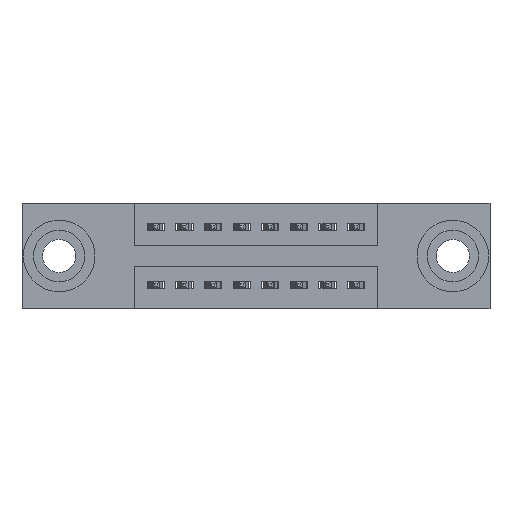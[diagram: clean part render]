
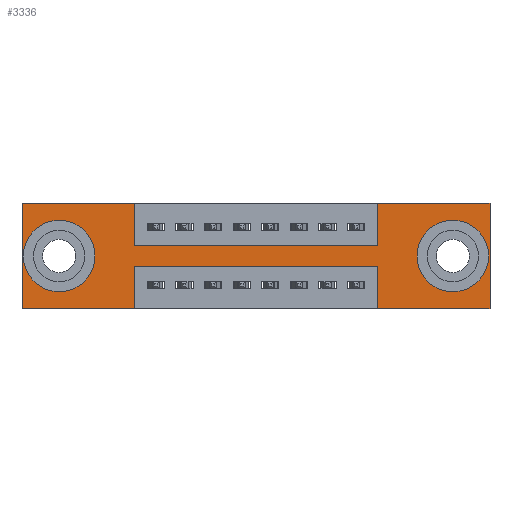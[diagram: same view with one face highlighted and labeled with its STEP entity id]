
A CAD part, front view. The second image highlights one B-rep face of the part: STEP entity #3336.
In plain terms, the highlighted planar face has unit normal (0, -1, 0).
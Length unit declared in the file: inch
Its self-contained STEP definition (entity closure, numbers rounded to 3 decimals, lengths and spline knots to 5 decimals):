
#66 = CARTESIAN_POINT ( 'NONE',  ( 0.13, 0., -0.263 ) ) ;
#231 = VERTEX_POINT ( 'NONE', #6104 ) ;
#238 = DIRECTION ( 'NONE',  ( 0., 0., 1. ) ) ;
#344 = ORIENTED_EDGE ( 'NONE', *, *, #8960, .F. ) ;
#384 = CARTESIAN_POINT ( 'NONE',  ( 0.3925, 0., -0.37 ) ) ;
#385 = EDGE_CURVE ( 'NONE', #9504, #8463, #7453, .T. ) ;
#480 = ORIENTED_EDGE ( 'NONE', *, *, #6241, .T. ) ;
#519 = EDGE_CURVE ( 'NONE', #9227, #9504, #6342, .T. ) ;
#564 = EDGE_CURVE ( 'NONE', #9209, #10890, #7730, .T. ) ;
#798 = ORIENTED_EDGE ( 'NONE', *, *, #4142, .F. ) ;
#831 = VECTOR ( 'NONE', #7629, 39.37008 ) ;
#1109 = LINE ( 'NONE', #6312, #7643 ) ;
#1122 = LINE ( 'NONE', #10093, #10974 ) ;
#1136 = ORIENTED_EDGE ( 'NONE', *, *, #6895, .F. ) ;
#1194 = DIRECTION ( 'NONE',  ( -1., 0., 0. ) ) ;
#1253 = EDGE_CURVE ( 'NONE', #5631, #2142, #3398, .T. ) ;
#1403 = FACE_OUTER_BOUND ( 'NONE', #10333, .T. ) ;
#1406 = CARTESIAN_POINT ( 'NONE',  ( 0., 0., -0.37 ) ) ;
#1436 = CARTESIAN_POINT ( 'NONE',  ( 0.13, 0., -0.185 ) ) ;
#1441 = CARTESIAN_POINT ( 'NONE',  ( 0., 0., -0.37 ) ) ;
#1487 = VERTEX_POINT ( 'NONE', #384 ) ;
#1502 = CARTESIAN_POINT ( 'NONE',  ( 0.3925, 0., -0.15 ) ) ;
#1524 = CARTESIAN_POINT ( 'NONE',  ( 1.2425, 0., -0.22 ) ) ;
#1895 = ORIENTED_EDGE ( 'NONE', *, *, #4054, .F. ) ;
#1944 = VECTOR ( 'NONE', #6229, 39.37008 ) ;
#1999 = CARTESIAN_POINT ( 'NONE',  ( 0., 0., -0.37 ) ) ;
#2142 = VERTEX_POINT ( 'NONE', #66 ) ;
#2195 = ORIENTED_EDGE ( 'NONE', *, *, #7035, .T. ) ;
#2290 = EDGE_CURVE ( 'NONE', #1487, #10794, #3953, .T. ) ;
#2439 = DIRECTION ( 'NONE',  ( 1., 0., 0. ) ) ;
#2536 = CARTESIAN_POINT ( 'NONE',  ( 0.3925, 0., -0.22 ) ) ;
#2790 = VECTOR ( 'NONE', #7056, 39.37008 ) ;
#3134 = AXIS2_PLACEMENT_3D ( 'NONE', #6138, #11488, #6178 ) ;
#3292 = LINE ( 'NONE', #5663, #8578 ) ;
#3336 = ADVANCED_FACE ( 'NONE', ( #9334, #9893, #1403 ), #10961, .T. ) ;
#3398 = CIRCLE ( 'NONE', #10599, 0.078 ) ;
#3480 = VECTOR ( 'NONE', #4085, 39.37008 ) ;
#3791 = CARTESIAN_POINT ( 'NONE',  ( 0., 0., -0.37 ) ) ;
#3795 = DIRECTION ( 'NONE',  ( 0., 1., 0. ) ) ;
#3825 = EDGE_CURVE ( 'NONE', #8463, #7338, #11267, .T. ) ;
#3830 = DIRECTION ( 'NONE',  ( 0., 0., 1. ) ) ;
#3880 = CIRCLE ( 'NONE', #5975, 0.078 ) ;
#3953 = LINE ( 'NONE', #1999, #11297 ) ;
#3972 = ORIENTED_EDGE ( 'NONE', *, *, #385, .F. ) ;
#4052 = DIRECTION ( 'NONE',  ( 0., 0., 1. ) ) ;
#4054 = EDGE_CURVE ( 'NONE', #10230, #5240, #1122, .T. ) ;
#4085 = DIRECTION ( 'NONE',  ( 1., 0., 0. ) ) ;
#4142 = EDGE_CURVE ( 'NONE', #231, #10230, #6126, .T. ) ;
#4256 = EDGE_CURVE ( 'NONE', #10998, #9209, #4735, .T. ) ;
#4426 = EDGE_CURVE ( 'NONE', #10890, #1487, #1109, .T. ) ;
#4519 = EDGE_LOOP ( 'NONE', ( #8634, #480 ) ) ;
#4578 = ORIENTED_EDGE ( 'NONE', *, *, #564, .F. ) ;
#4702 = CARTESIAN_POINT ( 'NONE',  ( 0.13, 0., -0.185 ) ) ;
#4735 = LINE ( 'NONE', #10562, #1944 ) ;
#4770 = DIRECTION ( 'NONE',  ( -1., 0., 0. ) ) ;
#5060 = EDGE_CURVE ( 'NONE', #11453, #5657, #8323, .T. ) ;
#5240 = VERTEX_POINT ( 'NONE', #5770 ) ;
#5283 = DIRECTION ( 'NONE',  ( 0., 0., -1. ) ) ;
#5631 = VERTEX_POINT ( 'NONE', #10863 ) ;
#5657 = VERTEX_POINT ( 'NONE', #9871 ) ;
#5663 = CARTESIAN_POINT ( 'NONE',  ( 0., 0., 0. ) ) ;
#5675 = CARTESIAN_POINT ( 'NONE',  ( 1.2425, 0., 0. ) ) ;
#5770 = CARTESIAN_POINT ( 'NONE',  ( 0.3925, 0., -0.15 ) ) ;
#5798 = CARTESIAN_POINT ( 'NONE',  ( 0., 0., 0. ) ) ;
#5939 = EDGE_CURVE ( 'NONE', #7338, #10998, #8880, .T. ) ;
#5956 = CARTESIAN_POINT ( 'NONE',  ( 0.3925, 0., 0. ) ) ;
#5975 = AXIS2_PLACEMENT_3D ( 'NONE', #9691, #7074, #5283 ) ;
#6104 = CARTESIAN_POINT ( 'NONE',  ( 0., 0., 0. ) ) ;
#6126 = LINE ( 'NONE', #5798, #3480 ) ;
#6138 = CARTESIAN_POINT ( 'NONE',  ( 1.505, 0., -0.185 ) ) ;
#6178 = DIRECTION ( 'NONE',  ( 0., 0., -1. ) ) ;
#6229 = DIRECTION ( 'NONE',  ( 0., 0., 1. ) ) ;
#6241 = EDGE_CURVE ( 'NONE', #2142, #5631, #11388, .T. ) ;
#6312 = CARTESIAN_POINT ( 'NONE',  ( 0.3925, 0., -0.37 ) ) ;
#6342 = LINE ( 'NONE', #5675, #8421 ) ;
#6673 = AXIS2_PLACEMENT_3D ( 'NONE', #3791, #10923, #11000 ) ;
#6861 = ORIENTED_EDGE ( 'NONE', *, *, #3825, .F. ) ;
#6895 = EDGE_CURVE ( 'NONE', #5240, #9227, #8038, .T. ) ;
#7035 = EDGE_CURVE ( 'NONE', #5657, #11453, #3880, .T. ) ;
#7056 = DIRECTION ( 'NONE',  ( 0., 0., -1. ) ) ;
#7074 = DIRECTION ( 'NONE',  ( 0., 1., 0. ) ) ;
#7233 = CARTESIAN_POINT ( 'NONE',  ( 0., 0., 0. ) ) ;
#7338 = VERTEX_POINT ( 'NONE', #8338 ) ;
#7350 = ORIENTED_EDGE ( 'NONE', *, *, #519, .F. ) ;
#7453 = LINE ( 'NONE', #7233, #8572 ) ;
#7608 = CARTESIAN_POINT ( 'NONE',  ( 1.635, 0., 0. ) ) ;
#7629 = DIRECTION ( 'NONE',  ( -1., 0., 0. ) ) ;
#7643 = VECTOR ( 'NONE', #8174, 39.37008 ) ;
#7730 = LINE ( 'NONE', #10940, #9804 ) ;
#7765 = VECTOR ( 'NONE', #2439, 39.37008 ) ;
#7859 = CARTESIAN_POINT ( 'NONE',  ( 1.635, 0., 0. ) ) ;
#7976 = CARTESIAN_POINT ( 'NONE',  ( 1.2425, 0., -0.15 ) ) ;
#8038 = LINE ( 'NONE', #1502, #7765 ) ;
#8040 = CARTESIAN_POINT ( 'NONE',  ( 1.505, 0., -0.107 ) ) ;
#8128 = DIRECTION ( 'NONE',  ( 1., 0., 0. ) ) ;
#8174 = DIRECTION ( 'NONE',  ( 0., 0., -1. ) ) ;
#8265 = DIRECTION ( 'NONE',  ( 0., 0., 1. ) ) ;
#8290 = ORIENTED_EDGE ( 'NONE', *, *, #4426, .F. ) ;
#8323 = CIRCLE ( 'NONE', #3134, 0.078 ) ;
#8338 = CARTESIAN_POINT ( 'NONE',  ( 1.635, 0., -0.37 ) ) ;
#8421 = VECTOR ( 'NONE', #238, 39.37008 ) ;
#8463 = VERTEX_POINT ( 'NONE', #7608 ) ;
#8572 = VECTOR ( 'NONE', #8128, 39.37008 ) ;
#8578 = VECTOR ( 'NONE', #8265, 39.37008 ) ;
#8634 = ORIENTED_EDGE ( 'NONE', *, *, #1253, .T. ) ;
#8880 = LINE ( 'NONE', #1406, #831 ) ;
#8960 = EDGE_CURVE ( 'NONE', #10794, #231, #3292, .T. ) ;
#9073 = AXIS2_PLACEMENT_3D ( 'NONE', #1436, #10328, #4052 ) ;
#9208 = CARTESIAN_POINT ( 'NONE',  ( 1.2425, 0., -0.37 ) ) ;
#9209 = VERTEX_POINT ( 'NONE', #1524 ) ;
#9227 = VERTEX_POINT ( 'NONE', #7976 ) ;
#9334 = FACE_BOUND ( 'NONE', #10231, .T. ) ;
#9492 = ORIENTED_EDGE ( 'NONE', *, *, #5060, .T. ) ;
#9504 = VERTEX_POINT ( 'NONE', #9996 ) ;
#9691 = CARTESIAN_POINT ( 'NONE',  ( 1.505, 0., -0.185 ) ) ;
#9721 = ORIENTED_EDGE ( 'NONE', *, *, #2290, .F. ) ;
#9804 = VECTOR ( 'NONE', #1194, 39.37008 ) ;
#9810 = ORIENTED_EDGE ( 'NONE', *, *, #5939, .F. ) ;
#9871 = CARTESIAN_POINT ( 'NONE',  ( 1.505, 0., -0.263 ) ) ;
#9893 = FACE_BOUND ( 'NONE', #4519, .T. ) ;
#9996 = CARTESIAN_POINT ( 'NONE',  ( 1.2425, 0., 0. ) ) ;
#10093 = CARTESIAN_POINT ( 'NONE',  ( 0.3925, 0., 0. ) ) ;
#10230 = VERTEX_POINT ( 'NONE', #5956 ) ;
#10231 = EDGE_LOOP ( 'NONE', ( #9492, #2195 ) ) ;
#10328 = DIRECTION ( 'NONE',  ( 0., 1., 0. ) ) ;
#10333 = EDGE_LOOP ( 'NONE', ( #8290, #4578, #11153, #9810, #6861, #3972, #7350, #1136, #1895, #798, #344, #9721 ) ) ;
#10562 = CARTESIAN_POINT ( 'NONE',  ( 1.2425, 0., -0.37 ) ) ;
#10599 = AXIS2_PLACEMENT_3D ( 'NONE', #4702, #3795, #3830 ) ;
#10794 = VERTEX_POINT ( 'NONE', #1441 ) ;
#10863 = CARTESIAN_POINT ( 'NONE',  ( 0.13, 0., -0.107 ) ) ;
#10866 = DIRECTION ( 'NONE',  ( 0., 0., -1. ) ) ;
#10890 = VERTEX_POINT ( 'NONE', #2536 ) ;
#10923 = DIRECTION ( 'NONE',  ( 0., -1., 0. ) ) ;
#10940 = CARTESIAN_POINT ( 'NONE',  ( 0.3925, 0., -0.22 ) ) ;
#10961 = PLANE ( 'NONE',  #6673 ) ;
#10974 = VECTOR ( 'NONE', #10866, 39.37008 ) ;
#10998 = VERTEX_POINT ( 'NONE', #9208 ) ;
#11000 = DIRECTION ( 'NONE',  ( 0., 0., -1. ) ) ;
#11153 = ORIENTED_EDGE ( 'NONE', *, *, #4256, .F. ) ;
#11267 = LINE ( 'NONE', #7859, #2790 ) ;
#11297 = VECTOR ( 'NONE', #4770, 39.37008 ) ;
#11388 = CIRCLE ( 'NONE', #9073, 0.078 ) ;
#11453 = VERTEX_POINT ( 'NONE', #8040 ) ;
#11488 = DIRECTION ( 'NONE',  ( 0., 1., 0. ) ) ;
